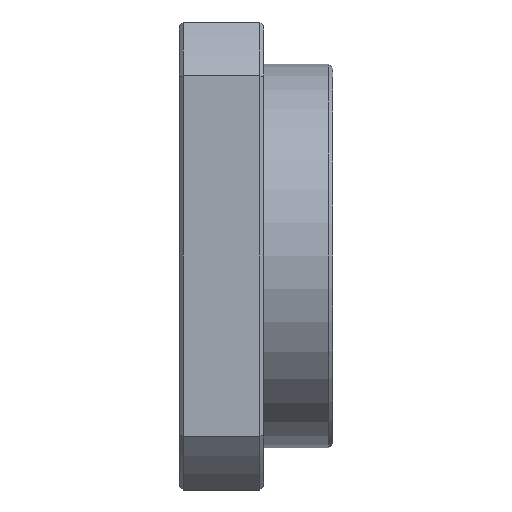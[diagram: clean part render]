
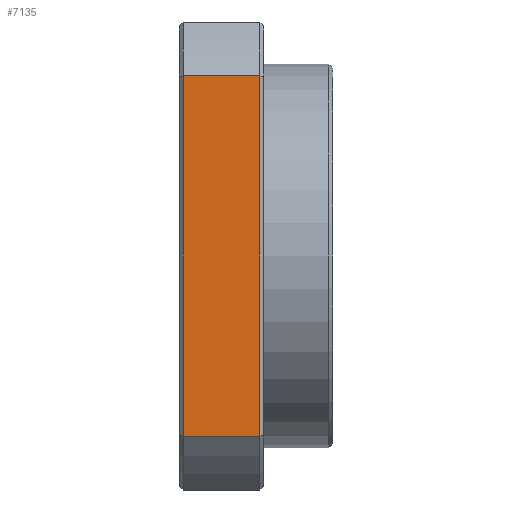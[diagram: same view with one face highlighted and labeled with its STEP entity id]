
A CAD part, front view. The second image highlights one B-rep face of the part: STEP entity #7135.
In plain terms, the highlighted planar face has unit normal (0, -1, 0).
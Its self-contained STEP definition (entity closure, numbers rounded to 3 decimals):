
#288 = CARTESIAN_POINT ( 'NONE',  ( 0.5, -30.5, -23.495 ) ) ;
#545 = CARTESIAN_POINT ( 'NONE',  ( 10.5, -30.5, -12344976.505 ) ) ;
#1398 = EDGE_CURVE ( 'NONE', #13838, #15976, #18294, .T. ) ;
#2336 = VECTOR ( 'NONE', #12373, 1000. ) ;
#2487 = LINE ( 'NONE', #3881, #6771 ) ;
#2944 = CARTESIAN_POINT ( 'NONE',  ( 0.5, -30.5, 23.495 ) ) ;
#3124 = ORIENTED_EDGE ( 'NONE', *, *, #16823, .T. ) ;
#3881 = CARTESIAN_POINT ( 'NONE',  ( 0.5, -30.5, 12344976.505 ) ) ;
#3981 = DIRECTION ( 'NONE',  ( 1., 0., 0. ) ) ;
#4046 = EDGE_LOOP ( 'NONE', ( #8560, #3124, #16237, #6183 ) ) ;
#4206 = CARTESIAN_POINT ( 'NONE',  ( 50., -30.5, -30.5 ) ) ;
#4327 = EDGE_CURVE ( 'NONE', #15976, #13301, #4901, .T. ) ;
#4901 = LINE ( 'NONE', #545, #8126 ) ;
#6101 = DIRECTION ( 'NONE',  ( 0., -1., 0. ) ) ;
#6183 = ORIENTED_EDGE ( 'NONE', *, *, #4327, .T. ) ;
#6771 = VECTOR ( 'NONE', #18023, 1000. ) ;
#7135 = ADVANCED_FACE ( 'NONE', ( #8867 ), #11291, .T. ) ;
#8126 = VECTOR ( 'NONE', #16356, 1000. ) ;
#8404 = VERTEX_POINT ( 'NONE', #2944 ) ;
#8560 = ORIENTED_EDGE ( 'NONE', *, *, #12111, .T. ) ;
#8867 = FACE_OUTER_BOUND ( 'NONE', #4046, .T. ) ;
#9499 = CARTESIAN_POINT ( 'NONE',  ( 12344918.353, -30.5, 23.495 ) ) ;
#11291 = PLANE ( 'NONE',  #16085 ) ;
#12111 = EDGE_CURVE ( 'NONE', #13301, #8404, #14508, .T. ) ;
#12350 = CARTESIAN_POINT ( 'NONE',  ( 10.5, -30.5, -23.495 ) ) ;
#12373 = DIRECTION ( 'NONE',  ( -1., 0., 0. ) ) ;
#12559 = CARTESIAN_POINT ( 'NONE',  ( -12345081.647, -30.5, -23.495 ) ) ;
#13301 = VERTEX_POINT ( 'NONE', #17252 ) ;
#13838 = VERTEX_POINT ( 'NONE', #288 ) ;
#14269 = VECTOR ( 'NONE', #3981, 1000. ) ;
#14508 = LINE ( 'NONE', #9499, #2336 ) ;
#15976 = VERTEX_POINT ( 'NONE', #12350 ) ;
#15988 = DIRECTION ( 'NONE',  ( 0., 0., -1. ) ) ;
#16085 = AXIS2_PLACEMENT_3D ( 'NONE', #4206, #6101, #15988 ) ;
#16237 = ORIENTED_EDGE ( 'NONE', *, *, #1398, .T. ) ;
#16356 = DIRECTION ( 'NONE',  ( 0., 0., 1. ) ) ;
#16823 = EDGE_CURVE ( 'NONE', #8404, #13838, #2487, .T. ) ;
#17252 = CARTESIAN_POINT ( 'NONE',  ( 10.5, -30.5, 23.495 ) ) ;
#18023 = DIRECTION ( 'NONE',  ( 0., 0., -1. ) ) ;
#18294 = LINE ( 'NONE', #12559, #14269 ) ;
